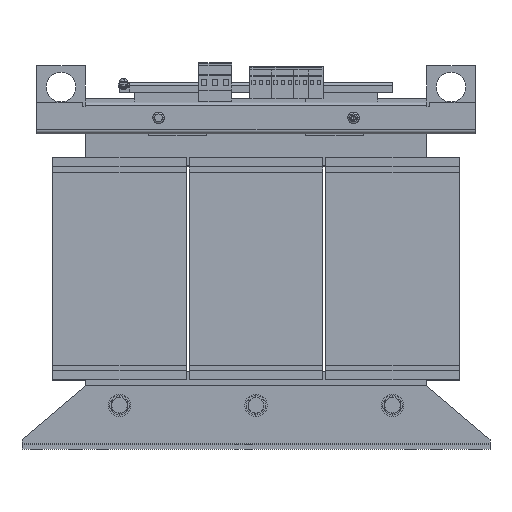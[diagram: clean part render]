
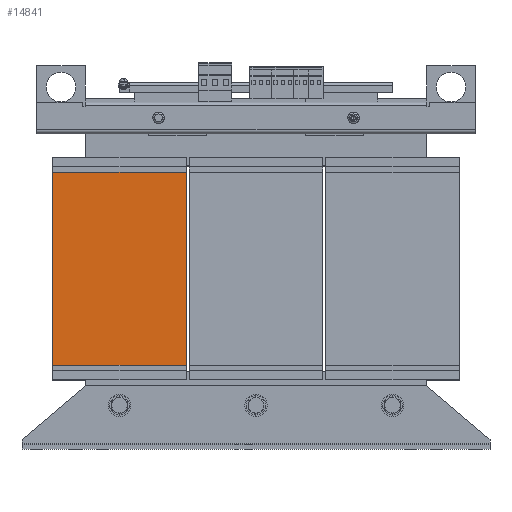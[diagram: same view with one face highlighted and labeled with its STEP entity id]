
A CAD part, top view. The second image highlights one B-rep face of the part: STEP entity #14841.
In plain terms, the highlighted planar face has unit normal (0, 0, 1).
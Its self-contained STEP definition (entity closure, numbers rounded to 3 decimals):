
#111 = DIRECTION ( 'NONE',  ( 0., 1., 0. ) ) ;
#1305 = DIRECTION ( 'NONE',  ( 0., -1., 0. ) ) ;
#1400 = AXIS2_PLACEMENT_3D ( 'NONE', #28540, #16938, #1305 ) ;
#2258 = VERTEX_POINT ( 'NONE', #28496 ) ;
#2568 = VERTEX_POINT ( 'NONE', #6801 ) ;
#3087 = FACE_OUTER_BOUND ( 'NONE', #9276, .T. ) ;
#3575 = CARTESIAN_POINT ( 'NONE',  ( -208.5, 98.996, 69.359 ) ) ;
#6469 = LINE ( 'NONE', #12680, #13545 ) ;
#6801 = CARTESIAN_POINT ( 'NONE',  ( -71.5, -99.004, 69.347 ) ) ;
#8282 = EDGE_CURVE ( 'Defeature ausgef�hrt8_60+Defeature ausgef�hrt8_62+Defeature ausgef�hrt8_59+Defeature ausgef�hrt8_35', #2568, #28828, #6469, .T. ) ;
#9276 = EDGE_LOOP ( 'NONE', ( #20402, #25245, #11140, #22827 ) ) ;
#10106 = VECTOR ( 'NONE', #12242, 1000. ) ;
#11140 = ORIENTED_EDGE ( 'NONE', *, *, #27912, .F. ) ;
#11183 = CARTESIAN_POINT ( 'NONE',  ( -208.5, 98.996, 69.359 ) ) ;
#12242 = DIRECTION ( 'NONE',  ( 1., 0., 0. ) ) ;
#12680 = CARTESIAN_POINT ( 'NONE',  ( -71.5, 98.996, 69.359 ) ) ;
#13545 = VECTOR ( 'NONE', #17396, 1000. ) ;
#14073 = CARTESIAN_POINT ( 'NONE',  ( -208.5, -99.004, 69.347 ) ) ;
#14265 = DIRECTION ( 'NONE',  ( 1., 0., 0. ) ) ;
#14808 = CARTESIAN_POINT ( 'NONE',  ( -71.5, 98.996, 69.359 ) ) ;
#14841 = ADVANCED_FACE ( 'Defeature ausgef�hrt8_60', ( #3087 ), #24483, .F. ) ;
#14863 = EDGE_CURVE ( 'Defeature ausgef�hrt8_35+Defeature ausgef�hrt8_60+Defeature ausgef�hrt8_61+Defeature ausgef�hrt8_62', #18866, #28828, #29324, .T. ) ;
#16878 = VECTOR ( 'NONE', #14265, 1000. ) ;
#16938 = DIRECTION ( 'NONE',  ( 0., 0., -1. ) ) ;
#17396 = DIRECTION ( 'NONE',  ( 0., 1., 0. ) ) ;
#18342 = LINE ( 'NONE', #14073, #16878 ) ;
#18866 = VERTEX_POINT ( 'NONE', #27147 ) ;
#19460 = LINE ( 'NONE', #11183, #27250 ) ;
#20402 = ORIENTED_EDGE ( 'NONE', *, *, #8282, .T. ) ;
#21885 = EDGE_CURVE ( 'Defeature ausgef�hrt8_60+Defeature ausgef�hrt8_59+Defeature ausgef�hrt8_61+Defeature ausgef�hrt8_62', #2258, #2568, #18342, .T. ) ;
#22827 = ORIENTED_EDGE ( 'NONE', *, *, #21885, .T. ) ;
#24483 = PLANE ( 'NONE',  #1400 ) ;
#25245 = ORIENTED_EDGE ( 'NONE', *, *, #14863, .F. ) ;
#27147 = CARTESIAN_POINT ( 'NONE',  ( -208.5, 98.996, 69.359 ) ) ;
#27250 = VECTOR ( 'NONE', #111, 1000. ) ;
#27912 = EDGE_CURVE ( 'Defeature ausgef�hrt8_61+Defeature ausgef�hrt8_60+Defeature ausgef�hrt8_59+Defeature ausgef�hrt8_35', #2258, #18866, #19460, .T. ) ;
#28496 = CARTESIAN_POINT ( 'NONE',  ( -208.5, -99.004, 69.347 ) ) ;
#28540 = CARTESIAN_POINT ( 'NONE',  ( -208.5, 98.996, 69.359 ) ) ;
#28828 = VERTEX_POINT ( 'NONE', #14808 ) ;
#29324 = LINE ( 'NONE', #3575, #10106 ) ;
